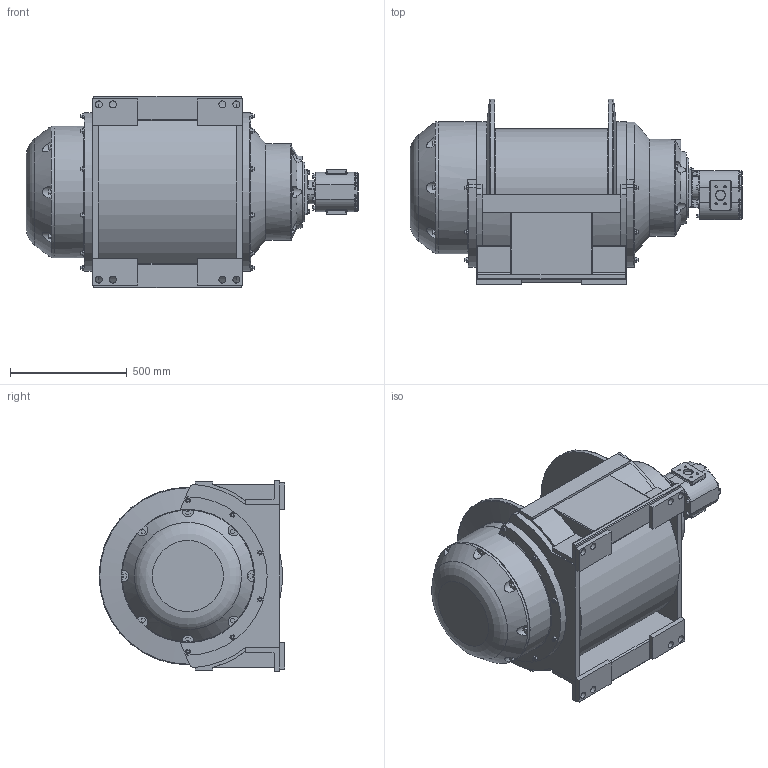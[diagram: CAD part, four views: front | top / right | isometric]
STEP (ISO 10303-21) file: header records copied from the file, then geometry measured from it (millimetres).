
FILE_DESCRIPTION((''),'2;1');
FILE_NAME('GH50 winch.stp','2015-08-04T14:18:17',('mrister'),(''),'Autodesk Inventor 2013','Autodesk Inventor 2013','');
FILE_SCHEMA(('AUTOMOTIVE_DESIGN { 1 0 10303 214 1 1 1 1 }'));
Length unit declared in the file: inch
Products named in the file (1): 6618
Bounding box: 1424.56 x 796.92 x 822.33 mm (x, y, z)
Volume: 294869963.4 mm3; surface area: 6255246.5 mm2
Topology: 1 solids, 1 shells, 842 faces, 2044 edges, 1282 vertices
Faces by surface type: plane 503, cylinder 219, torus 69, bspline 24, cone 15, sphere 12
Full cylindrical faces by diameter (mm): 9.525 x8, 12.7 x24, 20.828 x1, 30.163 x8, 40.64 x2, 44.45 x1, 50.8 x5, 415.925 x1, 508 x1, 558.8 x3, 565.15 x4, 762 x2
Entity records: 27390 total; most frequent: CARTESIAN_POINT 7155, DIRECTION 4013, ORIENTED_EDGE 3900, EDGE_CURVE 1950, AXIS2_PLACEMENT_3D 1359, VECTOR 1295, LINE 1295, VERTEX_POINT 1263
